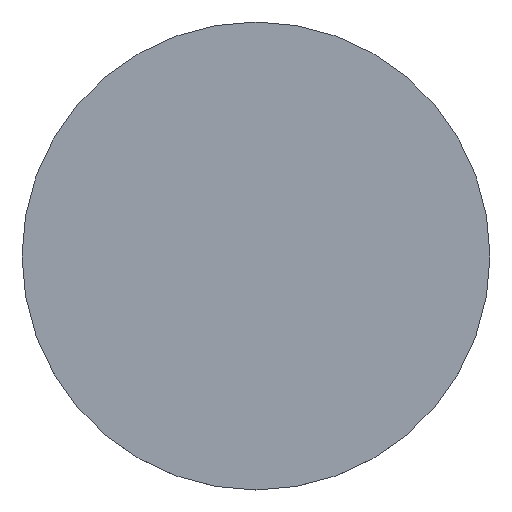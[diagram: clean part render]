
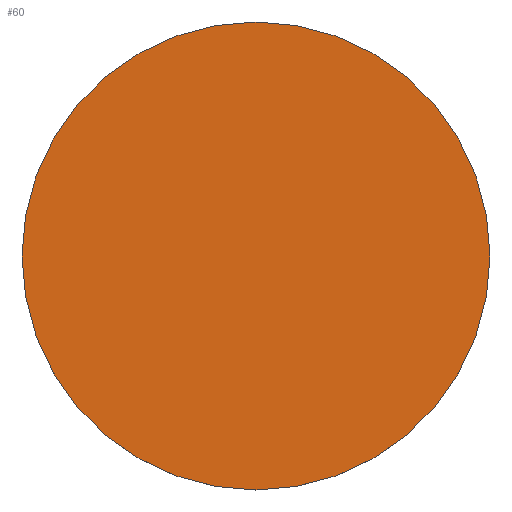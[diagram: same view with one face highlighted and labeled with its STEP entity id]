
A CAD part, top view. The second image highlights one B-rep face of the part: STEP entity #60.
In plain terms, the highlighted planar face has unit normal (0, 0, 1).
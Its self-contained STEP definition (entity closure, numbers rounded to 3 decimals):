
#12 = DIRECTION ( 'NONE',  ( 1., 0., 0. ) ) ;
#14 = PLANE ( 'NONE',  #75 ) ;
#39 = DIRECTION ( 'NONE',  ( 0., 0., 1. ) ) ;
#43 = ORIENTED_EDGE ( 'NONE', *, *, #49, .T. ) ;
#46 = EDGE_CURVE ( 'NONE', #102, #119, #147, .T. ) ;
#49 = EDGE_CURVE ( 'NONE', #119, #102, #111, .T. ) ;
#51 = DIRECTION ( 'NONE',  ( 1., 0., 0. ) ) ;
#60 = ADVANCED_FACE ( 'NONE', ( #84 ), #14, .T. ) ;
#62 = ORIENTED_EDGE ( 'NONE', *, *, #46, .T. ) ;
#64 = CARTESIAN_POINT ( 'NONE',  ( 38., 0., 2. ) ) ;
#70 = AXIS2_PLACEMENT_3D ( 'NONE', #126, #137, #175 ) ;
#73 = EDGE_LOOP ( 'NONE', ( #62, #43 ) ) ;
#75 = AXIS2_PLACEMENT_3D ( 'NONE', #106, #39, #12 ) ;
#84 = FACE_OUTER_BOUND ( 'NONE', #73, .T. ) ;
#86 = AXIS2_PLACEMENT_3D ( 'NONE', #93, #138, #51 ) ;
#93 = CARTESIAN_POINT ( 'NONE',  ( 0., 0., 2. ) ) ;
#102 = VERTEX_POINT ( 'NONE', #150 ) ;
#106 = CARTESIAN_POINT ( 'NONE',  ( 0., 0., 2. ) ) ;
#111 = CIRCLE ( 'NONE', #86, 38. ) ;
#119 = VERTEX_POINT ( 'NONE', #64 ) ;
#126 = CARTESIAN_POINT ( 'NONE',  ( 0., 0., 2. ) ) ;
#137 = DIRECTION ( 'NONE',  ( 0., 0., 1. ) ) ;
#138 = DIRECTION ( 'NONE',  ( 0., 0., 1. ) ) ;
#147 = CIRCLE ( 'NONE', #70, 38. ) ;
#150 = CARTESIAN_POINT ( 'NONE',  ( -38., 0., 2. ) ) ;
#175 = DIRECTION ( 'NONE',  ( 1., 0., 0. ) ) ;
